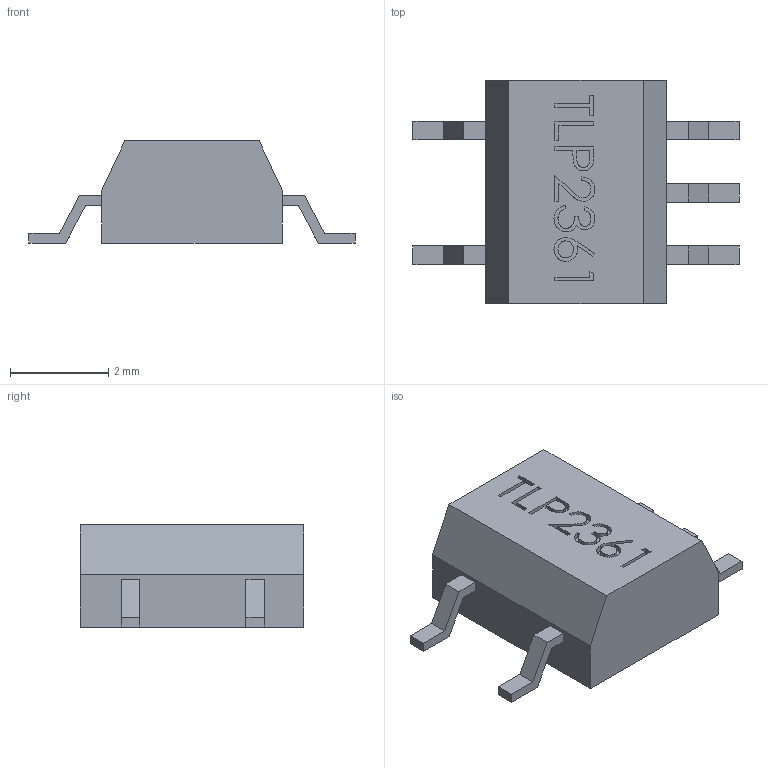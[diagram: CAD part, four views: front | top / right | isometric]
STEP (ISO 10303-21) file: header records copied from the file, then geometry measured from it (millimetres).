
FILE_DESCRIPTION(('FreeCAD Model'),'2;1');
FILE_NAME('User_Library_SO_5__TLP2361__cp.step', '2018-09-26T17:53:48',('kicad StepUp'),('ksu MCAD'), 'Open CASCADE STEP processor 7.2','FreeCAD','Unknown');
FILE_SCHEMA(('AUTOMOTIVE_DESIGN { 1 0 10303 214 1 1 1 1 }'));
Length unit declared in the file: millimetre
Products named in the file (1): User_Library_SO_5__TLP2361__cp
Bounding box: 6.64 x 4.55 x 2.08 mm (x, y, z)
Volume: 33.4 mm3; surface area: 78.9 mm2
Topology: 6 solids, 6 shells, 142 faces, 603 edges, 722 vertices
Faces by surface type: plane 107, bspline 35
Entity records: 8995 total; most frequent: CARTESIAN_POINT 3583, DIRECTION 749, ORIENTED_EDGE 726, LINE 533, VECTOR 533, EDGE_CURVE 363, VERTEX_POINT 242, GEOMETRIC_CURVE_SET 240
